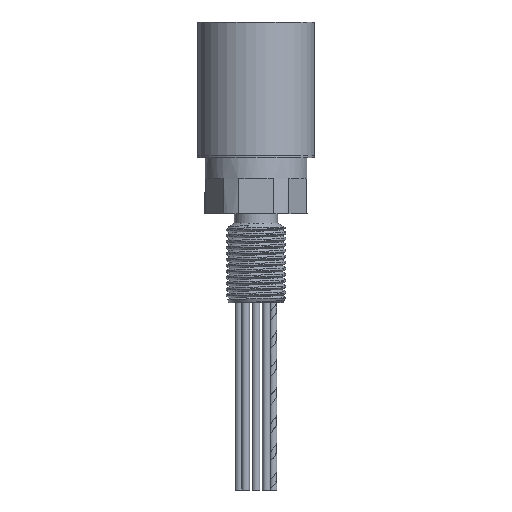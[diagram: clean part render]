
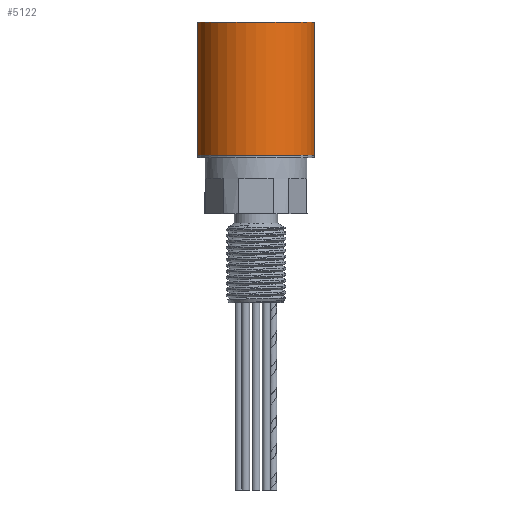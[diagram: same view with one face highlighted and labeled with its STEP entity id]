
A CAD part, front view. The second image highlights one B-rep face of the part: STEP entity #5122.
In plain terms, the highlighted cylindrical face has radius 12.5 mm (diameter 25 mm), a full revolution.
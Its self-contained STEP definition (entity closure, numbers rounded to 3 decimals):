
#44=CYLINDRICAL_SURFACE($,#5355,12.5);
#832=FACE_BOUND($,#1655,.T.);
#856=CIRCLE($,#5230,12.5);
#904=CIRCLE($,#5356,12.5);
#1307=FACE_OUTER_BOUND($,#1654,.T.);
#1654=EDGE_LOOP($,(#4447));
#1655=EDGE_LOOP($,(#4448));
#2312=VERTEX_POINT($,#11037);
#2390=VERTEX_POINT($,#13753);
#2967=EDGE_CURVE($,#2312,#2312,#856,.T.);
#3079=EDGE_CURVE($,#2390,#2390,#904,.T.);
#4447=ORIENTED_EDGE($,*,*,#2967,.T.);
#4448=ORIENTED_EDGE($,*,*,#3079,.F.);
#5122=ADVANCED_FACE($,(#1307,#832),#44,.T.);
#5230=AXIS2_PLACEMENT_3D($,#11038,#5883,#5884);
#5355=AXIS2_PLACEMENT_3D($,#13752,#6173,#6174);
#5356=AXIS2_PLACEMENT_3D($,#13754,#6175,#6176);
#5883=DIRECTION('center_axis',(0.,0.,-1.));
#5884=DIRECTION('ref_axis',(-1.,0.,0.));
#6173=DIRECTION('center_axis',(0.,0.,1.));
#6174=DIRECTION('ref_axis',(-1.,0.,0.));
#6175=DIRECTION('center_axis',(0.,0.,-1.));
#6176=DIRECTION('ref_axis',(-1.,0.,0.));
#11037=CARTESIAN_POINT('',(12.5,0.,28.5));
#11038=CARTESIAN_POINT('Origin',(0.,0.,28.5));
#13752=CARTESIAN_POINT('Origin',(0.,0.,0.));
#13753=CARTESIAN_POINT('',(12.5,0.,0.));
#13754=CARTESIAN_POINT('Origin',(0.,0.,0.));
